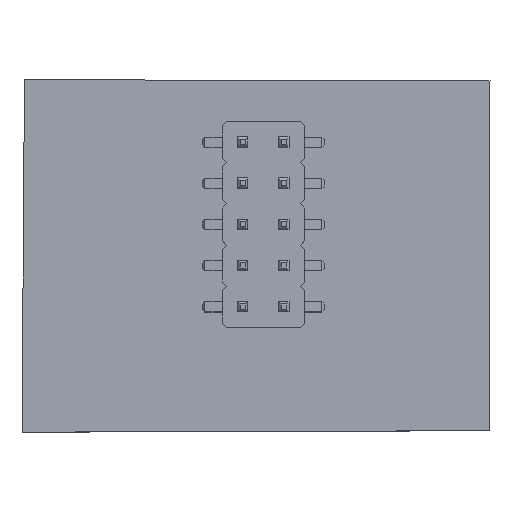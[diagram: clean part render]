
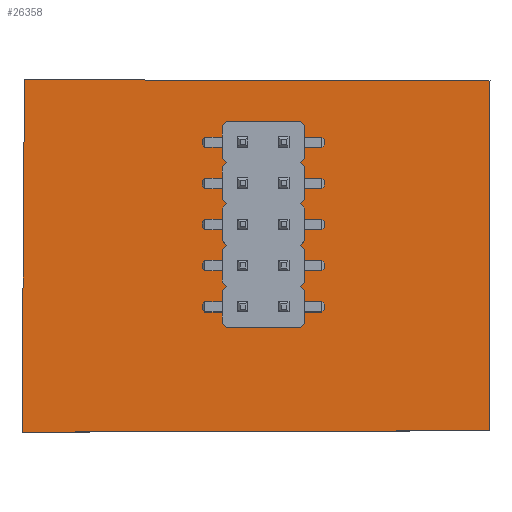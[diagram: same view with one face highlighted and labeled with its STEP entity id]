
A CAD part, top view. The second image highlights one B-rep face of the part: STEP entity #26358.
In plain terms, the highlighted planar face has unit normal (0, 0, 1).
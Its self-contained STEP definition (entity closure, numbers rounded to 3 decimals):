
#26044 = VERTEX_POINT('',#26045);
#26045 = CARTESIAN_POINT('',(64.72,37.52,1.6));
#26052 = PLANE('',#26053);
#26053 = AXIS2_PLACEMENT_3D('',#26054,#26055,#26056);
#26054 = CARTESIAN_POINT('',(64.72,37.52,0.));
#26055 = DIRECTION('',(1.,-0.007,0.));
#26056 = DIRECTION('',(-0.007,-1.,0.));
#26064 = PLANE('',#26065);
#26065 = AXIS2_PLACEMENT_3D('',#26066,#26067,#26068);
#26066 = CARTESIAN_POINT('',(93.47,37.47,0.));
#26067 = DIRECTION('',(-0.002,-1.,0.));
#26068 = DIRECTION('',(-1.,0.002,0.));
#26076 = EDGE_CURVE('',#26044,#26077,#26079,.T.);
#26077 = VERTEX_POINT('',#26078);
#26078 = CARTESIAN_POINT('',(64.57,15.76,1.6));
#26079 = SURFACE_CURVE('',#26080,(#26084,#26091),.PCURVE_S1.);
#26080 = LINE('',#26081,#26082);
#26081 = CARTESIAN_POINT('',(64.72,37.52,1.6));
#26082 = VECTOR('',#26083,1.);
#26083 = DIRECTION('',(-0.007,-1.,0.));
#26084 = PCURVE('',#26052,#26085);
#26085 = DEFINITIONAL_REPRESENTATION('',(#26086),#26090);
#26086 = LINE('',#26087,#26088);
#26087 = CARTESIAN_POINT('',(0.,-1.6));
#26088 = VECTOR('',#26089,1.);
#26089 = DIRECTION('',(1.,0.));
#26090 = ( GEOMETRIC_REPRESENTATION_CONTEXT(2) 
PARAMETRIC_REPRESENTATION_CONTEXT() REPRESENTATION_CONTEXT('2D SPACE',''
  ) );
#26091 = PCURVE('',#26092,#26097);
#26092 = PLANE('',#26093);
#26093 = AXIS2_PLACEMENT_3D('',#26094,#26095,#26096);
#26094 = CARTESIAN_POINT('',(79.022,26.64,1.6));
#26095 = DIRECTION('',(0.,0.,1.));
#26096 = DIRECTION('',(1.,0.,0.));
#26097 = DEFINITIONAL_REPRESENTATION('',(#26098),#26102);
#26098 = LINE('',#26099,#26100);
#26099 = CARTESIAN_POINT('',(-14.302,10.88));
#26100 = VECTOR('',#26101,1.);
#26101 = DIRECTION('',(-0.007,-1.));
#26102 = ( GEOMETRIC_REPRESENTATION_CONTEXT(2) 
PARAMETRIC_REPRESENTATION_CONTEXT() REPRESENTATION_CONTEXT('2D SPACE',''
  ) );
#26120 = PLANE('',#26121);
#26121 = AXIS2_PLACEMENT_3D('',#26122,#26123,#26124);
#26122 = CARTESIAN_POINT('',(64.57,15.76,0.));
#26123 = DIRECTION('',(-0.003,1.,0.));
#26124 = DIRECTION('',(1.,0.003,0.));
#26162 = EDGE_CURVE('',#26077,#26163,#26165,.T.);
#26163 = VERTEX_POINT('',#26164);
#26164 = CARTESIAN_POINT('',(93.41,15.85,1.6));
#26165 = SURFACE_CURVE('',#26166,(#26170,#26177),.PCURVE_S1.);
#26166 = LINE('',#26167,#26168);
#26167 = CARTESIAN_POINT('',(64.57,15.76,1.6));
#26168 = VECTOR('',#26169,1.);
#26169 = DIRECTION('',(1.,0.003,0.));
#26170 = PCURVE('',#26120,#26171);
#26171 = DEFINITIONAL_REPRESENTATION('',(#26172),#26176);
#26172 = LINE('',#26173,#26174);
#26173 = CARTESIAN_POINT('',(0.,-1.6));
#26174 = VECTOR('',#26175,1.);
#26175 = DIRECTION('',(1.,0.));
#26176 = ( GEOMETRIC_REPRESENTATION_CONTEXT(2) 
PARAMETRIC_REPRESENTATION_CONTEXT() REPRESENTATION_CONTEXT('2D SPACE',''
  ) );
#26177 = PCURVE('',#26092,#26178);
#26178 = DEFINITIONAL_REPRESENTATION('',(#26179),#26183);
#26179 = LINE('',#26180,#26181);
#26180 = CARTESIAN_POINT('',(-14.452,-10.88));
#26181 = VECTOR('',#26182,1.);
#26182 = DIRECTION('',(1.,0.003));
#26183 = ( GEOMETRIC_REPRESENTATION_CONTEXT(2) 
PARAMETRIC_REPRESENTATION_CONTEXT() REPRESENTATION_CONTEXT('2D SPACE',''
  ) );
#26201 = PLANE('',#26202);
#26202 = AXIS2_PLACEMENT_3D('',#26203,#26204,#26205);
#26203 = CARTESIAN_POINT('',(93.41,15.85,0.));
#26204 = DIRECTION('',(-1.,0.003,0.));
#26205 = DIRECTION('',(0.003,1.,0.));
#26238 = EDGE_CURVE('',#26163,#26239,#26241,.T.);
#26239 = VERTEX_POINT('',#26240);
#26240 = CARTESIAN_POINT('',(93.47,37.47,1.6));
#26241 = SURFACE_CURVE('',#26242,(#26246,#26253),.PCURVE_S1.);
#26242 = LINE('',#26243,#26244);
#26243 = CARTESIAN_POINT('',(93.41,15.85,1.6));
#26244 = VECTOR('',#26245,1.);
#26245 = DIRECTION('',(0.003,1.,0.));
#26246 = PCURVE('',#26201,#26247);
#26247 = DEFINITIONAL_REPRESENTATION('',(#26248),#26252);
#26248 = LINE('',#26249,#26250);
#26249 = CARTESIAN_POINT('',(0.,-1.6));
#26250 = VECTOR('',#26251,1.);
#26251 = DIRECTION('',(1.,0.));
#26252 = ( GEOMETRIC_REPRESENTATION_CONTEXT(2) 
PARAMETRIC_REPRESENTATION_CONTEXT() REPRESENTATION_CONTEXT('2D SPACE',''
  ) );
#26253 = PCURVE('',#26092,#26254);
#26254 = DEFINITIONAL_REPRESENTATION('',(#26255),#26259);
#26255 = LINE('',#26256,#26257);
#26256 = CARTESIAN_POINT('',(14.388,-10.79));
#26257 = VECTOR('',#26258,1.);
#26258 = DIRECTION('',(0.003,1.));
#26259 = ( GEOMETRIC_REPRESENTATION_CONTEXT(2) 
PARAMETRIC_REPRESENTATION_CONTEXT() REPRESENTATION_CONTEXT('2D SPACE',''
  ) );
#26309 = EDGE_CURVE('',#26239,#26044,#26310,.T.);
#26310 = SURFACE_CURVE('',#26311,(#26315,#26322),.PCURVE_S1.);
#26311 = LINE('',#26312,#26313);
#26312 = CARTESIAN_POINT('',(93.47,37.47,1.6));
#26313 = VECTOR('',#26314,1.);
#26314 = DIRECTION('',(-1.,0.002,0.));
#26315 = PCURVE('',#26064,#26316);
#26316 = DEFINITIONAL_REPRESENTATION('',(#26317),#26321);
#26317 = LINE('',#26318,#26319);
#26318 = CARTESIAN_POINT('',(0.,-1.6));
#26319 = VECTOR('',#26320,1.);
#26320 = DIRECTION('',(1.,0.));
#26321 = ( GEOMETRIC_REPRESENTATION_CONTEXT(2) 
PARAMETRIC_REPRESENTATION_CONTEXT() REPRESENTATION_CONTEXT('2D SPACE',''
  ) );
#26322 = PCURVE('',#26092,#26323);
#26323 = DEFINITIONAL_REPRESENTATION('',(#26324),#26328);
#26324 = LINE('',#26325,#26326);
#26325 = CARTESIAN_POINT('',(14.448,10.83));
#26326 = VECTOR('',#26327,1.);
#26327 = DIRECTION('',(-1.,0.002));
#26328 = ( GEOMETRIC_REPRESENTATION_CONTEXT(2) 
PARAMETRIC_REPRESENTATION_CONTEXT() REPRESENTATION_CONTEXT('2D SPACE',''
  ) );
#26358 = ADVANCED_FACE('',(#26359),#26092,.T.);
#26359 = FACE_BOUND('',#26360,.T.);
#26360 = EDGE_LOOP('',(#26361,#26362,#26363,#26364));
#26361 = ORIENTED_EDGE('',*,*,#26076,.T.);
#26362 = ORIENTED_EDGE('',*,*,#26162,.T.);
#26363 = ORIENTED_EDGE('',*,*,#26238,.T.);
#26364 = ORIENTED_EDGE('',*,*,#26309,.T.);
